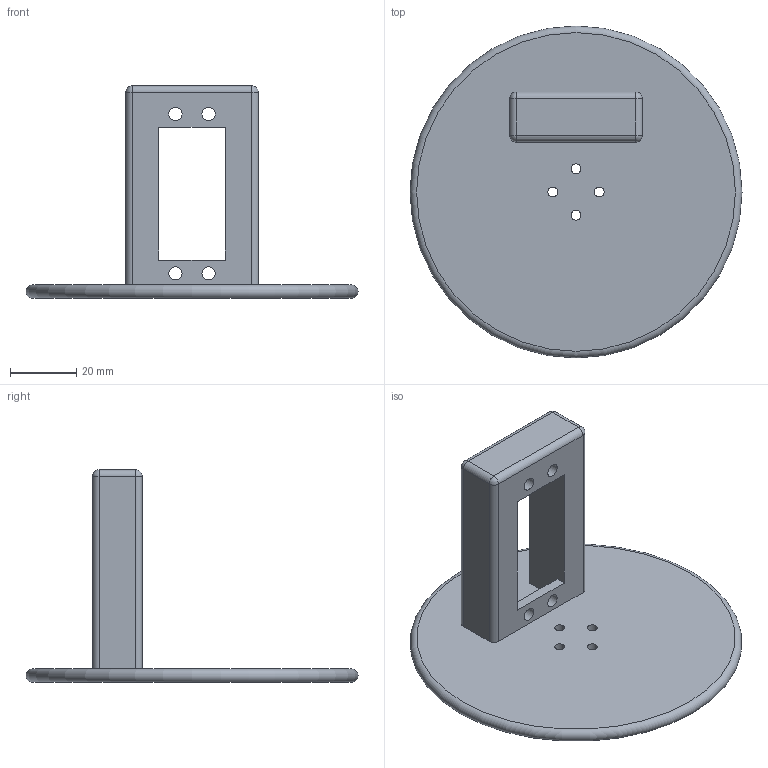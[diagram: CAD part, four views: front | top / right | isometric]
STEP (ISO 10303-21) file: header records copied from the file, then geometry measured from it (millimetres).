
FILE_DESCRIPTION(/* description */ (''),/* implementation_level */ '2;1');
FILE_NAME(/* name */ 'connector1 v8.step',/* time_stamp */ '2023-03-09T13:05:40Z',/* author */ (''),/* organization */ (''),/* preprocessor_version */ 'ST-DEVELOPER v19.2',/* originating_system */ 'Autodesk Translation Framework v11.17.0.187',/* authorisation */ '');
FILE_SCHEMA (('AUTOMOTIVE_DESIGN { 1 0 10303 214 3 1 1 }'));
Length unit declared in the file: millimetre
Products named in the file (1): connector1
Bounding box: 100 x 100 x 64 mm (x, y, z)
Volume: 50722.4 mm3; surface area: 23426.9 mm2
Topology: 1 solids, 1 shells, 35 faces, 87 edges, 54 vertices
Faces by surface type: cylinder 16, plane 14, sphere 4, torus 1
Full cylindrical faces by diameter (mm): 3 x4, 4 x4
Entity records: 1109 total; most frequent: DIRECTION 194, CARTESIAN_POINT 177, ORIENTED_EDGE 174, EDGE_CURVE 87, AXIS2_PLACEMENT_3D 71, VERTEX_POINT 54, EDGE_LOOP 53, LINE 52
